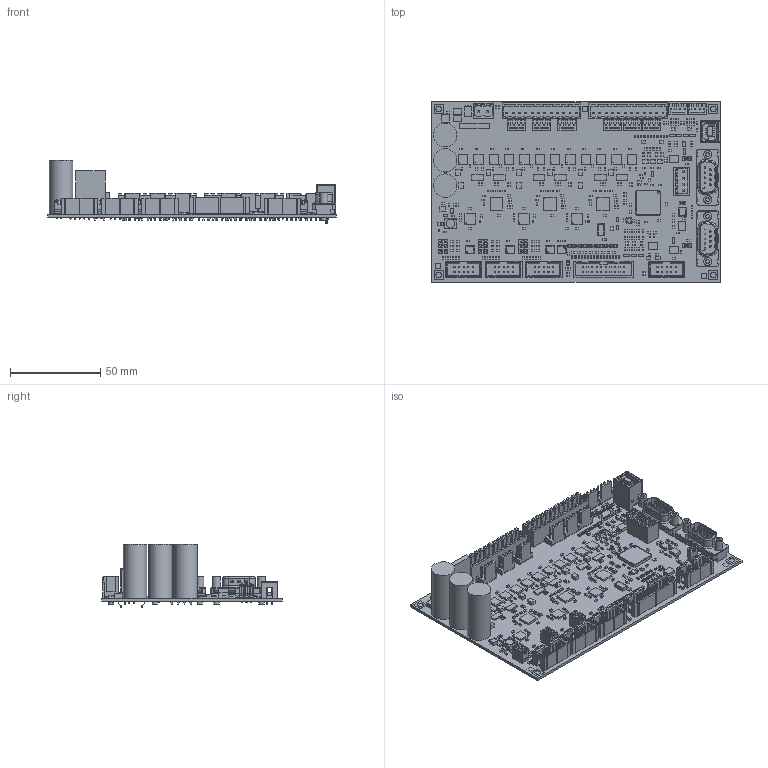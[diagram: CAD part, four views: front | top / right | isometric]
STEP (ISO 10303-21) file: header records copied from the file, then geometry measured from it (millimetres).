
FILE_DESCRIPTION(/* description */ (''),/* implementation_level */ '2;1');
FILE_NAME(/* name */ 'TMCM-3351.step',/* time_stamp */ '2019-05-23T12:31:24+02:00',/* author */ (''),/* organization */ (''),/* preprocessor_version */ 'ST-DEVELOPER v18',/* originating_system */ 'Autodesk Translation Framework v8.2.0.1029',/* authorisation */ '');
FILE_SCHEMA (('AUTOMOTIVE_DESIGN { 1 0 10303 214 3 1 1 }'));
Products named in the file (268): TMCM-3351; DesignRootModel; Submodel-RIA183_04_RM35_part_simplified; DESIGN070_Trinamic164_TMCM-335110Layout07016410_TMCM-3351_V10_PCB3DIn
put_S31183104; 31183104; Submodel-MOLEX_22-27-2041_part_simplified; DESIGN070_Trinamic164_TMCM-335110Layout07016410_TMCM-3351_V10_PCB3DIn
put_SW3dPS-molex kk 0_1in latching 4 way vertical header; SW3dPS-molex kk 0_1in latching 4 way vertical header; Submodel-JUMPER__part_simplified; DESIGN070_Trinamic164_TMCM-335110Layout07016410_TMCM-3351_V10_PCB3DIn
put_SNT-100-BK-G; SNT-100-BK-G; Submodel-HEADER2X3_part_simplified; DESIGN070_Trinamic164_TMCM-335110Layout07016410_TMCM-3351_V10_PCB3DIn
put_STSW-103-07-L-D; TSW-103-07-L-D; Submodel-HEADER2X10_BOX_part_simplified; DESIGN070_Trinamic164_TMCM-335110Layout07016410_TMCM-3351_V10_PCB3DIn
put_SUser Library-LP20V; User Library-LP20V; Submodel-HEADER1X2_part_simplified; DESIGN070_Trinamic164_TMCM-335110Layout07016410_TMCM-3351_V10_PCB3DIn
put_STSW-101-07-L-D; TSW-101-07-L-D; Submodel-DSUB-9M-ST_part_simplified; DESIGN070_Trinamic164_TMCM-335110Layout07016410_TMCM-3351_V10_PCB3DIn
put_Sd09pxxx6xvxx_0; d09pxxx6xvxx_0; Submodel-DSUB-9F-ST_part_simplified; DESIGN070_Trinamic164_TMCM-335110Layout07016410_TMCM-3351_V10_PCB3DIn
put_Sd09pxxx6xvxx; d09pxxx6xvxx; Submodel-USB-TYPE-B_4_V_part_simplified; DESIGN070_Trinamic164_TMCM-335110Layout07016410_TMCM-3351_V10_PCB3DIn
put_Sm701-330442_asm; m701-330442_asm; Submodel-RIA320_02_RM5_part_simplified; DESIGN070_Trinamic164_TMCM-335110Layout07016410_TMCM-3351_V10_PCB3DIn
put_S31320102; 31320102; Submodel-HEADER2X5_BOX_part_simplified; DESIGN070_Trinamic164_TMCM-335110Layout07016410_TMCM-3351_V10_PCB3DIn
put_SUser Library-BH_10_V; User Library-BH_10_V; Submodel-RIA183_12_RM35_part_simplified; DESIGN070_Trinamic164_TMCM-335110Layout07016410_TMCM-3351_V10_PCB3DIn
put_S31183112; 31183112; uid__1147481976; Submodel-POLYSWITCH_6A_slash_30V_RUEF600_3321532853_part ...
Assembly tree (642 placements, depth 5):
  TMCM-3351
    DesignRootModel
      Submodel-RIA183_12_RM35_part_simplified  x2
        DESIGN070_Trinamic164_TMCM-335110Layout07016410_TMCM-3351_V10_PCB3DIn
put_S31183112
          31183112
      Submodel-RIA183_04_RM35_part_simplified
        DESIGN070_Trinamic164_TMCM-335110Layout07016410_TMCM-3351_V10_PCB3DIn
put_S31183104
          31183104
      Submodel-MOLEX_22-27-2041_part_simplified  x8
        DESIGN070_Trinamic164_TMCM-335110Layout07016410_TMCM-3351_V10_PCB3DIn
put_SW3dPS-molex kk 0_1in latching 4 way vertical header
          SW3dPS-molex kk 0_1in latching 4 way vertical header
      Submodel-JUMPER__part_simplified  x11
        DESIGN070_Trinamic164_TMCM-335110Layout07016410_TMCM-3351_V10_PCB3DIn
put_SNT-100-BK-G
          SNT-100-BK-G
      Submodel-HEADER2X5_BOX_part_simplified  x4
        DESIGN070_Trinamic164_TMCM-335110Layout07016410_TMCM-3351_V10_PCB3DIn
put_SUser Library-BH_10_V
          User Library-BH_10_V
      Submodel-HEADER2X3_part_simplified  x3
        DESIGN070_Trinamic164_TMCM-335110Layout07016410_TMCM-3351_V10_PCB3DIn
put_STSW-103-07-L-D
          TSW-103-07-L-D
      Submodel-HEADER2X10_BOX_part_simplified
        DESIGN070_Trinamic164_TMCM-335110Layout07016410_TMCM-3351_V10_PCB3DIn
put_SUser Library-LP20V
          User Library-LP20V
      Submodel-HEADER1X2_part_simplified  x2
        DESIGN070_Trinamic164_TMCM-335110Layout07016410_TMCM-3351_V10_PCB3DIn
put_STSW-101-07-L-D
          TSW-101-07-L-D
      Submodel-DSUB-9M-ST_part_simplified
        DESIGN070_Trinamic164_TMCM-335110Layout07016410_TMCM-3351_V10_PCB3DIn
put_Sd09pxxx6xvxx_0
          d09pxxx6xvxx_0
      Submodel-DSUB-9F-ST_part_simplified
        DESIGN070_Trinamic164_TMCM-335110Layout07016410_TMCM-3351_V10_PCB3DIn
put_Sd09pxxx6xvxx
          d09pxxx6xvxx
      Submodel-USB-TYPE-B_4_V_part_simplified
        DESIGN070_Trinamic164_TMCM-335110Layout07016410_TMCM-3351_V10_PCB3DIn
put_Sm701-330442_asm
          m701-330442_asm
      Submodel-RIA320_02_RM5_part_simplified
        DESIGN070_Trinamic164_TMCM-335110Layout07016410_TMCM-3351_V10_PCB3DIn
put_S31320102
          31320102
      uid__1147481976
      Submodel-POLYSWITCH_6A_slash_30V_RUEF600_3321532853_part
        Submodel-noModelForPart_POLYSWITCH_6A_slash_30V_RUEF600_3321532853
          placementOutline
      Submodel-RIA349_02_RM5_2186686169_part
        Submodel-noModelForPart_RIA349_02_RM5_2186686169
          placementOutline (1)
          placementOutline (2)
          placementOutline (3)
          placementOutline (4)
          placementOutline (5)
          placementOutline (6)
          placementOutline (7)
          placementOutline (8)
          placementOutline (9)
          placementOutline (10)
          placementOutline (11)
      Submodel-0603_slash_FB300_slash_2A_1126235493_part  x11
        Submodel-noModelForPart_0603_slash_FB300_slash_2A_1126235493
          placementOutline (12)
      Submodel-BSS138BKS_2081611736_part  x2
        Submodel-noModelForPart_BSS138BKS_2081611736
Bounding box: 160 x 100 x 35.35 mm (x, y, z)
Volume: 59689.1 mm3; surface area: 80512.8 mm2
Topology: 592 solids, 592 shells, 9624 faces, 23230 edges, 15056 vertices
Faces by surface type: plane 8884, cylinder 646, bspline 38, sphere 30, torus 24, cone 2
Full cylindrical faces by diameter (mm): 0.2 x12, 0.254 x12, 0.3 x5, 0.4 x3, 0.721 x1, 0.8 x5, 1 x48, 1.047 x1, 2.2 x4, 2.9 x4, 3.2 x4, 4.5 x4, 4.9 x1, 13 x3
Entity records: 120379 total; most frequent: CARTESIAN_POINT 20934, DIRECTION 19505, ORIENTED_EDGE 18542, EDGE_CURVE 9271, LINE 8155, VECTOR 8155, VERTEX_POINT 5972, AXIS2_PLACEMENT_3D 5675
